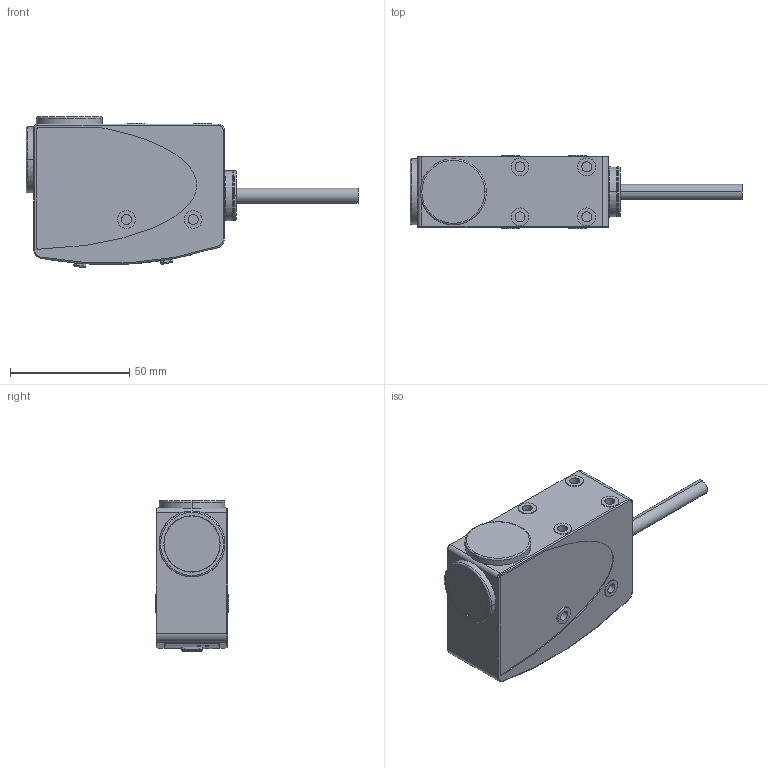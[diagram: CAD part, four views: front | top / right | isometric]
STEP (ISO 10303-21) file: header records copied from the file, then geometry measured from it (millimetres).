
FILE_DESCRIPTION((''),'2;1');
FILE_NAME('141683_SW','2008-07-03T',('banengservice'),('BANNER ENGINEERING'),'PRO/ENGINEER BY PARAMETRIC TECHNOLOGY CORPORATION, 2006170','PRO/ENGINEER BY PARAMETRIC TECHNOLOGY CORPORATION, 2006170','');
FILE_SCHEMA(('CONFIG_CONTROL_DESIGN'));
Length unit declared in the file: inch
Products named in the file (1): 141683_SW
Bounding box: 139.34 x 30.8 x 63.25 mm (x, y, z)
Volume: 61121.5 mm3; surface area: 43147.6 mm2
Topology: 1 solids, 1 shells, 1023 faces, 2479 edges, 1497 vertices
Faces by surface type: cylinder 339, plane 307, bspline 153, cone 93, torus 88, sphere 40, revolution 2, extrusion 1
Entity records: 39473 total; most frequent: CARTESIAN_POINT 16494, ORIENTED_EDGE 4942, DIRECTION 4565, EDGE_CURVE 2471, AXIS2_PLACEMENT_3D 1759, VERTEX_POINT 1497, EDGE_LOOP 1120, VECTOR 1045
